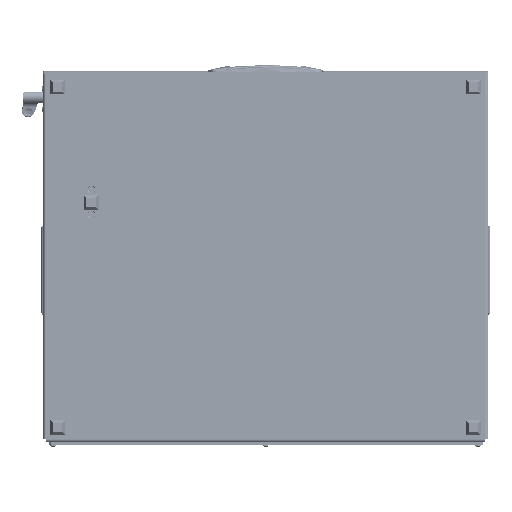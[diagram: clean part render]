
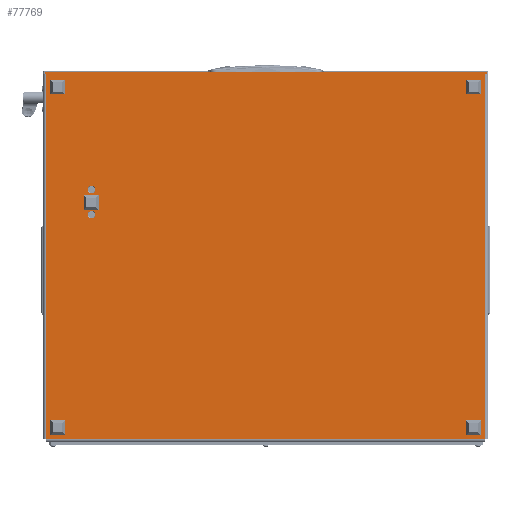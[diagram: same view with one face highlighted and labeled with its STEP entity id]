
A CAD part, front view. The second image highlights one B-rep face of the part: STEP entity #77769.
In plain terms, the highlighted face is planar.
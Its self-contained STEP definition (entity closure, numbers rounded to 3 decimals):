
#1586 = EDGE_CURVE ( 'NONE', #73469, #70598, #88367, .T. ) ;
#2649 = VERTEX_POINT ( 'NONE', #47382 ) ;
#4526 = EDGE_CURVE ( 'NONE', #2649, #16159, #52549, .T. ) ;
#5543 = EDGE_CURVE ( 'NONE', #70598, #33903, #77153, .T. ) ;
#6982 = CARTESIAN_POINT ( 'NONE',  ( 165.2, 545., 0. ) ) ;
#7135 = EDGE_CURVE ( 'NONE', #17503, #33903, #78111, .T. ) ;
#7194 = CARTESIAN_POINT ( 'NONE',  ( 0., -4., 0. ) ) ;
#12252 = VERTEX_POINT ( 'NONE', #80845 ) ;
#14202 = EDGE_CURVE ( 'NONE', #45765, #38046, #52157, .T. ) ;
#15685 = CIRCLE ( 'NONE', #106044, 5.2 ) ;
#16083 = CARTESIAN_POINT ( 'NONE',  ( 195., 545., 0. ) ) ;
#16159 = VERTEX_POINT ( 'NONE', #48136 ) ;
#17503 = VERTEX_POINT ( 'NONE', #75728 ) ;
#17612 = ORIENTED_EDGE ( 'NONE', *, *, #31585, .F. ) ;
#20889 = EDGE_LOOP ( 'NONE', ( #77996, #82625 ) ) ;
#21510 = CARTESIAN_POINT ( 'NONE',  ( 0., 608., 0. ) ) ;
#21712 = CARTESIAN_POINT ( 'NONE',  ( 154.8, 545., 0. ) ) ;
#24376 = DIRECTION ( 'NONE',  ( -1., 0., 0. ) ) ;
#24766 = CARTESIAN_POINT ( 'NONE',  ( 0., -2., 0. ) ) ;
#25073 = CARTESIAN_POINT ( 'NONE',  ( 0., 0., 0. ) ) ;
#25643 = ORIENTED_EDGE ( 'NONE', *, *, #44808, .T. ) ;
#25710 = EDGE_CURVE ( 'NONE', #46101, #12252, #56812, .T. ) ;
#26857 = ORIENTED_EDGE ( 'NONE', *, *, #96446, .F. ) ;
#27857 = FACE_OUTER_BOUND ( 'NONE', #36542, .T. ) ;
#30502 = VECTOR ( 'NONE', #24376, 1000. ) ;
#31585 = EDGE_CURVE ( 'NONE', #2649, #85828, #94885, .T. ) ;
#31605 = ORIENTED_EDGE ( 'NONE', *, *, #109651, .F. ) ;
#33903 = VERTEX_POINT ( 'NONE', #105036 ) ;
#34183 = CARTESIAN_POINT ( 'NONE',  ( 0., 608., 0. ) ) ;
#36542 = EDGE_LOOP ( 'NONE', ( #17612, #38481, #25643, #116300, #62325, #81752, #58869, #26857 ) ) ;
#36968 = DIRECTION ( 'NONE',  ( -1., 0., 0. ) ) ;
#38046 = VERTEX_POINT ( 'NONE', #21712 ) ;
#38481 = ORIENTED_EDGE ( 'NONE', *, *, #4526, .T. ) ;
#40043 = CARTESIAN_POINT ( 'NONE',  ( 195., 545., 0. ) ) ;
#40135 = CARTESIAN_POINT ( 'NONE',  ( 0., 608., 0. ) ) ;
#44712 = CARTESIAN_POINT ( 'NONE',  ( 0., -4., 0. ) ) ;
#44808 = EDGE_CURVE ( 'NONE', #16159, #17503, #88110, .T. ) ;
#45006 = DIRECTION ( 'NONE',  ( 1., 0., 0. ) ) ;
#45765 = VERTEX_POINT ( 'NONE', #6982 ) ;
#46101 = VERTEX_POINT ( 'NONE', #52622 ) ;
#47382 = CARTESIAN_POINT ( 'NONE',  ( 0., -2., 0. ) ) ;
#48136 = CARTESIAN_POINT ( 'NONE',  ( -2., -2., 0. ) ) ;
#48146 = VERTEX_POINT ( 'NONE', #55343 ) ;
#48353 = EDGE_CURVE ( 'NONE', #73469, #48146, #82711, .T. ) ;
#48980 = DIRECTION ( 'NONE',  ( -1., 0., 0. ) ) ;
#50187 = DIRECTION ( 'NONE',  ( 0., 0., -1. ) ) ;
#51437 = VECTOR ( 'NONE', #52527, 1000. ) ;
#52157 = CIRCLE ( 'NONE', #100263, 5.2 ) ;
#52502 = CARTESIAN_POINT ( 'NONE',  ( 160., 545., 0. ) ) ;
#52527 = DIRECTION ( 'NONE',  ( 0., 1., 0. ) ) ;
#52549 = LINE ( 'NONE', #24766, #30502 ) ;
#52622 = CARTESIAN_POINT ( 'NONE',  ( 189.8, 545., 0. ) ) ;
#52847 = FACE_BOUND ( 'NONE', #85736, .T. ) ;
#55343 = CARTESIAN_POINT ( 'NONE',  ( 506., 0., 0. ) ) ;
#56812 = CIRCLE ( 'NONE', #104347, 5.2 ) ;
#57210 = AXIS2_PLACEMENT_3D ( 'NONE', #121210, #84719, #85536 ) ;
#58792 = DIRECTION ( 'NONE',  ( -1., 0., 0. ) ) ;
#58869 = ORIENTED_EDGE ( 'NONE', *, *, #48353, .T. ) ;
#60953 = DIRECTION ( 'NONE',  ( 0., -1., 0. ) ) ;
#62325 = ORIENTED_EDGE ( 'NONE', *, *, #5543, .F. ) ;
#63098 = DIRECTION ( 'NONE',  ( -1., 0., 0. ) ) ;
#64039 = VECTOR ( 'NONE', #72475, 1000. ) ;
#69420 = DIRECTION ( 'NONE',  ( 0., 0., -1. ) ) ;
#69966 = CARTESIAN_POINT ( 'NONE',  ( 506., 608., 0. ) ) ;
#70285 = CIRCLE ( 'NONE', #57210, 5.2 ) ;
#70598 = VERTEX_POINT ( 'NONE', #40135 ) ;
#72475 = DIRECTION ( 'NONE',  ( 0., 1., 0. ) ) ;
#73070 = DIRECTION ( 'NONE',  ( 0., 1., 0. ) ) ;
#73469 = VERTEX_POINT ( 'NONE', #81648 ) ;
#75728 = CARTESIAN_POINT ( 'NONE',  ( -2., 610., 0. ) ) ;
#76799 = PLANE ( 'NONE',  #109634 ) ;
#77153 = LINE ( 'NONE', #7194, #103538 ) ;
#77769 = ADVANCED_FACE ( 'NONE', ( #80697, #52847, #27857 ), #76799, .T. ) ;
#77996 = ORIENTED_EDGE ( 'NONE', *, *, #108586, .F. ) ;
#78111 = LINE ( 'NONE', #119036, #110421 ) ;
#80697 = FACE_BOUND ( 'NONE', #20889, .T. ) ;
#80845 = CARTESIAN_POINT ( 'NONE',  ( 200.2, 545., 0. ) ) ;
#81648 = CARTESIAN_POINT ( 'NONE',  ( 506., 608., 0. ) ) ;
#81752 = ORIENTED_EDGE ( 'NONE', *, *, #1586, .F. ) ;
#82625 = ORIENTED_EDGE ( 'NONE', *, *, #14202, .F. ) ;
#82711 = LINE ( 'NONE', #69966, #95927 ) ;
#83471 = VECTOR ( 'NONE', #88197, 1000. ) ;
#83989 = VECTOR ( 'NONE', #99744, 1000. ) ;
#84719 = DIRECTION ( 'NONE',  ( 0., 0., -1. ) ) ;
#85536 = DIRECTION ( 'NONE',  ( -1., 0., 0. ) ) ;
#85736 = EDGE_LOOP ( 'NONE', ( #104118, #31605 ) ) ;
#85828 = VERTEX_POINT ( 'NONE', #25073 ) ;
#88110 = LINE ( 'NONE', #117632, #51437 ) ;
#88197 = DIRECTION ( 'NONE',  ( 1., 0., 0. ) ) ;
#88367 = LINE ( 'NONE', #34183, #83989 ) ;
#94885 = LINE ( 'NONE', #44712, #64039 ) ;
#95927 = VECTOR ( 'NONE', #60953, 1000. ) ;
#96034 = CARTESIAN_POINT ( 'NONE',  ( 0., 0., 0. ) ) ;
#96446 = EDGE_CURVE ( 'NONE', #85828, #48146, #117231, .T. ) ;
#97996 = DIRECTION ( 'NONE',  ( 0., 0., -1. ) ) ;
#99744 = DIRECTION ( 'NONE',  ( -1., 0., 0. ) ) ;
#100263 = AXIS2_PLACEMENT_3D ( 'NONE', #52502, #97996, #63098 ) ;
#103538 = VECTOR ( 'NONE', #73070, 1000. ) ;
#104118 = ORIENTED_EDGE ( 'NONE', *, *, #25710, .F. ) ;
#104347 = AXIS2_PLACEMENT_3D ( 'NONE', #40043, #69420, #58792 ) ;
#105036 = CARTESIAN_POINT ( 'NONE',  ( 0., 610., 0. ) ) ;
#106044 = AXIS2_PLACEMENT_3D ( 'NONE', #16083, #111064, #36968 ) ;
#108586 = EDGE_CURVE ( 'NONE', #38046, #45765, #70285, .T. ) ;
#109634 = AXIS2_PLACEMENT_3D ( 'NONE', #21510, #50187, #48980 ) ;
#109651 = EDGE_CURVE ( 'NONE', #12252, #46101, #15685, .T. ) ;
#110421 = VECTOR ( 'NONE', #45006, 1000. ) ;
#111064 = DIRECTION ( 'NONE',  ( 0., 0., -1. ) ) ;
#116300 = ORIENTED_EDGE ( 'NONE', *, *, #7135, .T. ) ;
#117231 = LINE ( 'NONE', #96034, #83471 ) ;
#117632 = CARTESIAN_POINT ( 'NONE',  ( -2., -4., 0. ) ) ;
#119036 = CARTESIAN_POINT ( 'NONE',  ( 0., 610., 0. ) ) ;
#121210 = CARTESIAN_POINT ( 'NONE',  ( 160., 545., 0. ) ) ;
